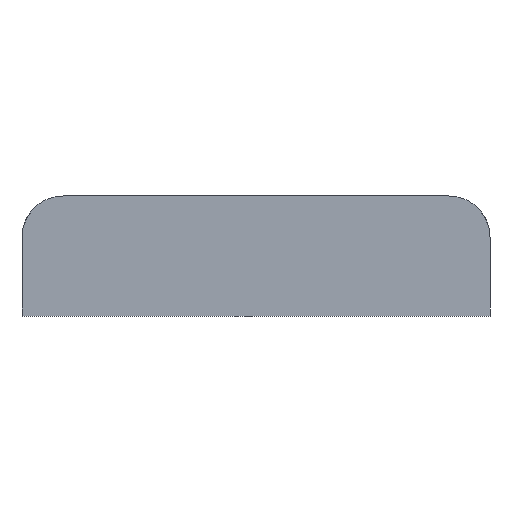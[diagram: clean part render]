
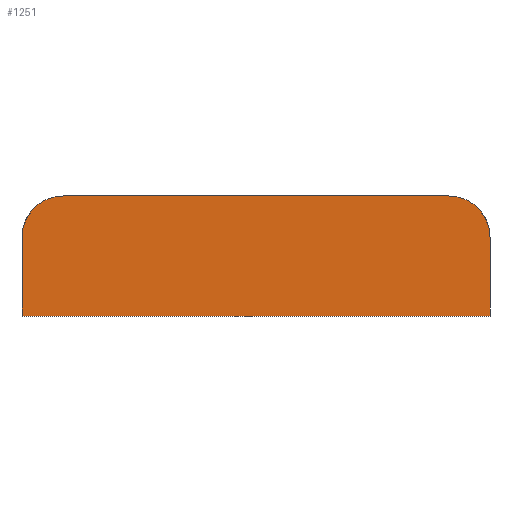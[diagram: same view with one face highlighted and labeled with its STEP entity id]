
A CAD part, front view. The second image highlights one B-rep face of the part: STEP entity #1251.
In plain terms, the highlighted planar face has unit normal (0, -1, 0).
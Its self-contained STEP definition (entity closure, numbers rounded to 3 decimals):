
#30 = DIRECTION ( 'NONE',  ( 0., -1., 0. ) ) ;
#54 = CARTESIAN_POINT ( 'NONE',  ( -19.56, -25.25, 12.2 ) ) ;
#80 = PLANE ( 'NONE',  #213 ) ;
#132 = ORIENTED_EDGE ( 'NONE', *, *, #787, .T. ) ;
#141 = LINE ( 'NONE', #150, #396 ) ;
#150 = CARTESIAN_POINT ( 'NONE',  ( -23.76, -25.25, 0. ) ) ;
#161 = LINE ( 'NONE', #491, #1416 ) ;
#168 = CARTESIAN_POINT ( 'NONE',  ( -23.76, -25.25, 2. ) ) ;
#189 = DIRECTION ( 'NONE',  ( 0., 0., -1. ) ) ;
#213 = AXIS2_PLACEMENT_3D ( 'NONE', #168, #975, #303 ) ;
#214 = VERTEX_POINT ( 'NONE', #1095 ) ;
#248 = DIRECTION ( 'NONE',  ( 0., 0., 1. ) ) ;
#267 = CARTESIAN_POINT ( 'NONE',  ( 23.76, -25.25, 8. ) ) ;
#303 = DIRECTION ( 'NONE',  ( 0., 0., 1. ) ) ;
#396 = VECTOR ( 'NONE', #457, 1000. ) ;
#410 = CARTESIAN_POINT ( 'NONE',  ( 19.56, -25.25, 12.2 ) ) ;
#450 = ORIENTED_EDGE ( 'NONE', *, *, #1008, .T. ) ;
#457 = DIRECTION ( 'NONE',  ( 1., 0., 0. ) ) ;
#460 = DIRECTION ( 'NONE',  ( 0., 0., -1. ) ) ;
#484 = ORIENTED_EDGE ( 'NONE', *, *, #601, .T. ) ;
#491 = CARTESIAN_POINT ( 'NONE',  ( 23.76, -25.25, 2. ) ) ;
#501 = CIRCLE ( 'NONE', #977, 4.2 ) ;
#534 = ORIENTED_EDGE ( 'NONE', *, *, #1082, .F. ) ;
#545 = EDGE_CURVE ( 'NONE', #1094, #1205, #141, .T. ) ;
#546 = CARTESIAN_POINT ( 'NONE',  ( -19.56, -25.25, 12.2 ) ) ;
#553 = EDGE_CURVE ( 'NONE', #675, #902, #1339, .T. ) ;
#570 = DIRECTION ( 'NONE',  ( 0., -1., 0. ) ) ;
#601 = EDGE_CURVE ( 'NONE', #1134, #214, #501, .T. ) ;
#613 = CARTESIAN_POINT ( 'NONE',  ( -23.76, -25.25, 0. ) ) ;
#637 = CARTESIAN_POINT ( 'NONE',  ( 23.76, -25.25, 0. ) ) ;
#675 = VERTEX_POINT ( 'NONE', #267 ) ;
#703 = VECTOR ( 'NONE', #189, 1000. ) ;
#707 = ORIENTED_EDGE ( 'NONE', *, *, #553, .T. ) ;
#758 = EDGE_LOOP ( 'NONE', ( #967, #534, #707, #450, #484, #132 ) ) ;
#787 = EDGE_CURVE ( 'NONE', #214, #1094, #1034, .T. ) ;
#798 = CARTESIAN_POINT ( 'NONE',  ( -19.56, -25.25, 8. ) ) ;
#832 = FACE_OUTER_BOUND ( 'NONE', #758, .T. ) ;
#902 = VERTEX_POINT ( 'NONE', #410 ) ;
#928 = VECTOR ( 'NONE', #1342, 1000. ) ;
#967 = ORIENTED_EDGE ( 'NONE', *, *, #545, .T. ) ;
#975 = DIRECTION ( 'NONE',  ( 0., 1., 0. ) ) ;
#977 = AXIS2_PLACEMENT_3D ( 'NONE', #798, #30, #248 ) ;
#1008 = EDGE_CURVE ( 'NONE', #902, #1134, #1236, .T. ) ;
#1034 = LINE ( 'NONE', #1320, #703 ) ;
#1082 = EDGE_CURVE ( 'NONE', #675, #1205, #161, .T. ) ;
#1094 = VERTEX_POINT ( 'NONE', #613 ) ;
#1095 = CARTESIAN_POINT ( 'NONE',  ( -23.76, -25.25, 8. ) ) ;
#1134 = VERTEX_POINT ( 'NONE', #54 ) ;
#1141 = CARTESIAN_POINT ( 'NONE',  ( 19.56, -25.25, 8. ) ) ;
#1205 = VERTEX_POINT ( 'NONE', #637 ) ;
#1232 = AXIS2_PLACEMENT_3D ( 'NONE', #1141, #570, #460 ) ;
#1236 = LINE ( 'NONE', #546, #928 ) ;
#1251 = ADVANCED_FACE ( 'NONE', ( #832 ), #80, .F. ) ;
#1320 = CARTESIAN_POINT ( 'NONE',  ( -23.76, -25.25, 2. ) ) ;
#1339 = CIRCLE ( 'NONE', #1232, 4.2 ) ;
#1342 = DIRECTION ( 'NONE',  ( -1., 0., 0. ) ) ;
#1400 = DIRECTION ( 'NONE',  ( 0., 0., -1. ) ) ;
#1416 = VECTOR ( 'NONE', #1400, 1000. ) ;
